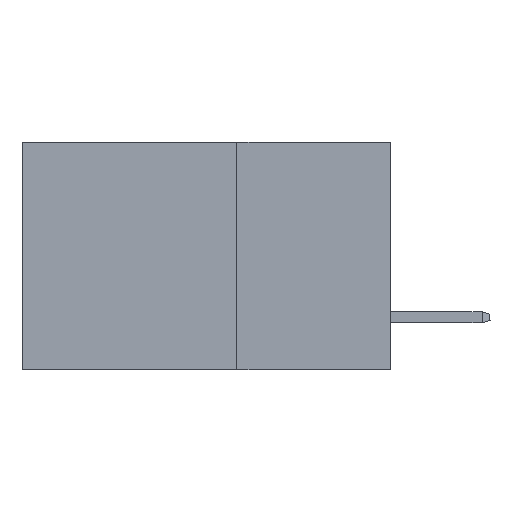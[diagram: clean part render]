
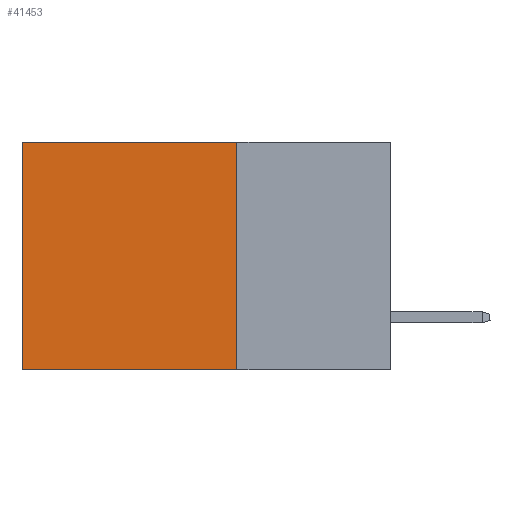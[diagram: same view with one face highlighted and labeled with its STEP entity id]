
A CAD part, left-side view. The second image highlights one B-rep face of the part: STEP entity #41453.
In plain terms, the highlighted planar face has unit normal (-1, 0, 0).
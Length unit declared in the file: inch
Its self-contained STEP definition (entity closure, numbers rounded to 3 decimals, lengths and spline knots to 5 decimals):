
#411 = AXIS2_PLACEMENT_3D ( 'NONE', #22028, #48490, #25844 ) ;
#973 = VERTEX_POINT ( 'NONE', #12559 ) ;
#2406 = LINE ( 'NONE', #14963, #9573 ) ;
#5340 = ORIENTED_EDGE ( 'NONE', *, *, #23126, .T. ) ;
#9573 = VECTOR ( 'NONE', #31673, 39.37008 ) ;
#10319 = CARTESIAN_POINT ( 'NONE',  ( 0.2875, 0.25, -0.37 ) ) ;
#11446 = CARTESIAN_POINT ( 'NONE',  ( 0.2875, 0.6, 0. ) ) ;
#11632 = ORIENTED_EDGE ( 'NONE', *, *, #34548, .T. ) ;
#11937 = VECTOR ( 'NONE', #23236, 39.37008 ) ;
#12559 = CARTESIAN_POINT ( 'NONE',  ( 0.2875, 0.25, -0.37 ) ) ;
#13145 = DIRECTION ( 'NONE',  ( 0., 0., -1. ) ) ;
#13470 = CARTESIAN_POINT ( 'NONE',  ( 0.2875, 0.6, 0. ) ) ;
#14963 = CARTESIAN_POINT ( 'NONE',  ( 0.2875, 0.25, 0. ) ) ;
#15818 = LINE ( 'NONE', #10319, #25899 ) ;
#15968 = FACE_OUTER_BOUND ( 'NONE', #16591, .T. ) ;
#16591 = EDGE_LOOP ( 'NONE', ( #11632, #23522, #37453, #5340 ) ) ;
#17091 = EDGE_CURVE ( 'NONE', #25185, #973, #2406, .T. ) ;
#20385 = CARTESIAN_POINT ( 'NONE',  ( 0.2875, 0.25, 0. ) ) ;
#22028 = CARTESIAN_POINT ( 'NONE',  ( 0.2875, 0.25, 0. ) ) ;
#23126 = EDGE_CURVE ( 'NONE', #25185, #26597, #38047, .T. ) ;
#23236 = DIRECTION ( 'NONE',  ( 0., 1., 0. ) ) ;
#23391 = CARTESIAN_POINT ( 'NONE',  ( 0.2875, 0.25, 0. ) ) ;
#23522 = ORIENTED_EDGE ( 'NONE', *, *, #37163, .F. ) ;
#25185 = VERTEX_POINT ( 'NONE', #20385 ) ;
#25844 = DIRECTION ( 'NONE',  ( 0., 0., -1. ) ) ;
#25899 = VECTOR ( 'NONE', #33668, 39.37008 ) ;
#26597 = VERTEX_POINT ( 'NONE', #11446 ) ;
#28531 = CARTESIAN_POINT ( 'NONE',  ( 0.2875, 0.6, -0.37 ) ) ;
#31673 = DIRECTION ( 'NONE',  ( 0., 0., -1. ) ) ;
#33668 = DIRECTION ( 'NONE',  ( 0., 1., 0. ) ) ;
#34548 = EDGE_CURVE ( 'NONE', #26597, #43901, #48425, .T. ) ;
#37163 = EDGE_CURVE ( 'NONE', #973, #43901, #15818, .T. ) ;
#37453 = ORIENTED_EDGE ( 'NONE', *, *, #17091, .F. ) ;
#38047 = LINE ( 'NONE', #23391, #11937 ) ;
#40906 = PLANE ( 'NONE',  #411 ) ;
#41453 = ADVANCED_FACE ( 'NONE', ( #15968 ), #40906, .F. ) ;
#43901 = VERTEX_POINT ( 'NONE', #28531 ) ;
#46058 = VECTOR ( 'NONE', #13145, 39.37008 ) ;
#48425 = LINE ( 'NONE', #13470, #46058 ) ;
#48490 = DIRECTION ( 'NONE',  ( 1., 0., 0. ) ) ;
